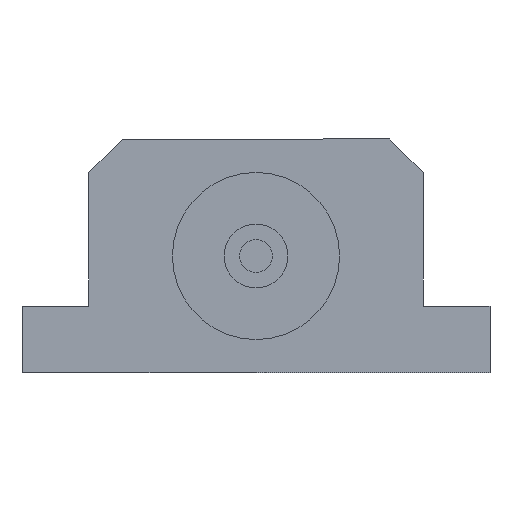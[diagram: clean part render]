
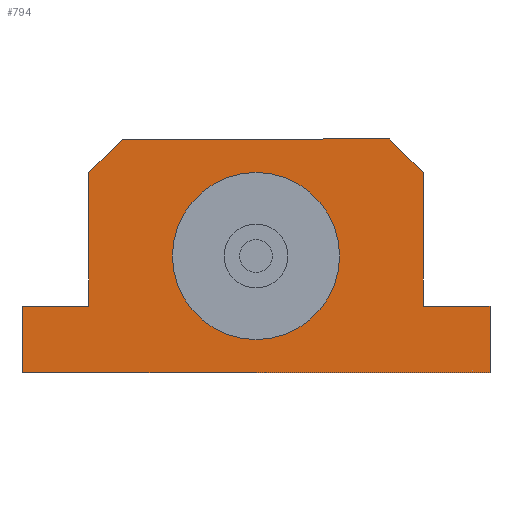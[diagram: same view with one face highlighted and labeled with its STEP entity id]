
A CAD part, front view. The second image highlights one B-rep face of the part: STEP entity #794.
In plain terms, the highlighted planar face has unit normal (0, -1, 0).
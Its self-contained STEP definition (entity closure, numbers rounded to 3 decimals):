
#17 = DIRECTION ( 'NONE',  ( 0., 0., 1. ) ) ;
#20 = ORIENTED_EDGE ( 'NONE', *, *, #582, .F. ) ;
#21 = FACE_OUTER_BOUND ( 'NONE', #855, .T. ) ;
#24 = CARTESIAN_POINT ( 'NONE',  ( 70., 0., 20. ) ) ;
#34 = VECTOR ( 'NONE', #430, 1000. ) ;
#46 = DIRECTION ( 'NONE',  ( 0., 1., 0. ) ) ;
#49 = DIRECTION ( 'NONE',  ( 0., -1., 0. ) ) ;
#59 = LINE ( 'NONE', #798, #270 ) ;
#68 = LINE ( 'NONE', #73, #203 ) ;
#73 = CARTESIAN_POINT ( 'NONE',  ( -40., 0., 70. ) ) ;
#90 = DIRECTION ( 'NONE',  ( 1., 0., 0. ) ) ;
#114 = VERTEX_POINT ( 'NONE', #313 ) ;
#151 = VERTEX_POINT ( 'NONE', #894 ) ;
#159 = CARTESIAN_POINT ( 'NONE',  ( -70., 0., 0. ) ) ;
#162 = ORIENTED_EDGE ( 'NONE', *, *, #308, .F. ) ;
#163 = CARTESIAN_POINT ( 'NONE',  ( 70., 0., 0. ) ) ;
#165 = EDGE_CURVE ( 'NONE', #616, #651, #68, .T. ) ;
#188 = VERTEX_POINT ( 'NONE', #513 ) ;
#195 = CARTESIAN_POINT ( 'NONE',  ( 0., 0., 60. ) ) ;
#203 = VECTOR ( 'NONE', #842, 1000. ) ;
#215 = ORIENTED_EDGE ( 'NONE', *, *, #165, .T. ) ;
#218 = VERTEX_POINT ( 'NONE', #163 ) ;
#238 = VECTOR ( 'NONE', #319, 1000. ) ;
#239 = LINE ( 'NONE', #585, #238 ) ;
#244 = EDGE_CURVE ( 'NONE', #298, #218, #580, .T. ) ;
#258 = DIRECTION ( 'NONE',  ( 0., 0., 1. ) ) ;
#264 = VERTEX_POINT ( 'NONE', #926 ) ;
#270 = VECTOR ( 'NONE', #633, 1000. ) ;
#274 = VERTEX_POINT ( 'NONE', #839 ) ;
#279 = DIRECTION ( 'NONE',  ( 1., 0., 0. ) ) ;
#284 = EDGE_CURVE ( 'NONE', #151, #551, #747, .T. ) ;
#294 = CARTESIAN_POINT ( 'NONE',  ( 0., 0., 35. ) ) ;
#298 = VERTEX_POINT ( 'NONE', #24 ) ;
#308 = EDGE_CURVE ( 'NONE', #274, #298, #682, .T. ) ;
#313 = CARTESIAN_POINT ( 'NONE',  ( -50., 0., 20. ) ) ;
#319 = DIRECTION ( 'NONE',  ( 1., 0., 0. ) ) ;
#329 = DIRECTION ( 'NONE',  ( -0.707, 0., 0.707 ) ) ;
#333 = DIRECTION ( 'NONE',  ( 0., -1., 0. ) ) ;
#339 = CARTESIAN_POINT ( 'NONE',  ( 50., 0., 60. ) ) ;
#350 = EDGE_CURVE ( 'NONE', #815, #188, #1074, .T. ) ;
#351 = CARTESIAN_POINT ( 'NONE',  ( 70., 0., 20. ) ) ;
#362 = AXIS2_PLACEMENT_3D ( 'NONE', #294, #49, #525 ) ;
#370 = EDGE_LOOP ( 'NONE', ( #527, #552 ) ) ;
#392 = ORIENTED_EDGE ( 'NONE', *, *, #661, .F. ) ;
#423 = LINE ( 'NONE', #159, #1021 ) ;
#430 = DIRECTION ( 'NONE',  ( 0., 0., 1. ) ) ;
#451 = VECTOR ( 'NONE', #329, 1000. ) ;
#478 = EDGE_CURVE ( 'NONE', #188, #815, #520, .T. ) ;
#501 = LINE ( 'NONE', #835, #935 ) ;
#505 = VECTOR ( 'NONE', #1070, 1000. ) ;
#513 = CARTESIAN_POINT ( 'NONE',  ( 0., 0., 10. ) ) ;
#520 = CIRCLE ( 'NONE', #762, 25. ) ;
#525 = DIRECTION ( 'NONE',  ( 0., 0., 1. ) ) ;
#527 = ORIENTED_EDGE ( 'NONE', *, *, #478, .F. ) ;
#539 = VECTOR ( 'NONE', #668, 1000. ) ;
#551 = VERTEX_POINT ( 'NONE', #587 ) ;
#552 = ORIENTED_EDGE ( 'NONE', *, *, #350, .F. ) ;
#564 = EDGE_CURVE ( 'NONE', #837, #114, #501, .T. ) ;
#572 = VECTOR ( 'NONE', #279, 1000. ) ;
#580 = LINE ( 'NONE', #598, #539 ) ;
#581 = LINE ( 'NONE', #735, #505 ) ;
#582 = EDGE_CURVE ( 'NONE', #616, #551, #239, .T. ) ;
#585 = CARTESIAN_POINT ( 'NONE',  ( -50., 0., 70. ) ) ;
#587 = CARTESIAN_POINT ( 'NONE',  ( 40., 0., 70. ) ) ;
#590 = AXIS2_PLACEMENT_3D ( 'NONE', #695, #46, #618 ) ;
#596 = FACE_BOUND ( 'NONE', #370, .T. ) ;
#598 = CARTESIAN_POINT ( 'NONE',  ( 70., 0., 0. ) ) ;
#599 = EDGE_CURVE ( 'NONE', #151, #274, #581, .T. ) ;
#611 = CARTESIAN_POINT ( 'NONE',  ( -50., 0., 20. ) ) ;
#612 = ORIENTED_EDGE ( 'NONE', *, *, #867, .F. ) ;
#616 = VERTEX_POINT ( 'NONE', #749 ) ;
#618 = DIRECTION ( 'NONE',  ( 0., 0., 1. ) ) ;
#633 = DIRECTION ( 'NONE',  ( -1., 0., 0. ) ) ;
#651 = VERTEX_POINT ( 'NONE', #838 ) ;
#661 = EDGE_CURVE ( 'NONE', #264, #837, #423, .T. ) ;
#668 = DIRECTION ( 'NONE',  ( 0., 0., -1. ) ) ;
#682 = LINE ( 'NONE', #351, #572 ) ;
#695 = CARTESIAN_POINT ( 'NONE',  ( 0., 0., 0. ) ) ;
#707 = ORIENTED_EDGE ( 'NONE', *, *, #284, .T. ) ;
#735 = CARTESIAN_POINT ( 'NONE',  ( 50., 0., 20. ) ) ;
#738 = ORIENTED_EDGE ( 'NONE', *, *, #599, .F. ) ;
#747 = LINE ( 'NONE', #339, #451 ) ;
#749 = CARTESIAN_POINT ( 'NONE',  ( -40., 0., 70. ) ) ;
#759 = CARTESIAN_POINT ( 'NONE',  ( 0., 0., 35. ) ) ;
#762 = AXIS2_PLACEMENT_3D ( 'NONE', #759, #333, #17 ) ;
#781 = EDGE_CURVE ( 'NONE', #114, #651, #785, .T. ) ;
#785 = LINE ( 'NONE', #611, #34 ) ;
#794 = ADVANCED_FACE ( 'NONE', ( #21, #596 ), #1014, .F. ) ;
#798 = CARTESIAN_POINT ( 'NONE',  ( 70., 0., 0. ) ) ;
#815 = VERTEX_POINT ( 'NONE', #195 ) ;
#835 = CARTESIAN_POINT ( 'NONE',  ( -70., 0., 20. ) ) ;
#837 = VERTEX_POINT ( 'NONE', #870 ) ;
#838 = CARTESIAN_POINT ( 'NONE',  ( -50., 0., 60. ) ) ;
#839 = CARTESIAN_POINT ( 'NONE',  ( 50., 0., 20. ) ) ;
#842 = DIRECTION ( 'NONE',  ( -0.707, 0., -0.707 ) ) ;
#855 = EDGE_LOOP ( 'NONE', ( #738, #707, #20, #215, #986, #914, #392, #612, #1033, #162 ) ) ;
#867 = EDGE_CURVE ( 'NONE', #218, #264, #59, .T. ) ;
#870 = CARTESIAN_POINT ( 'NONE',  ( -70., 0., 20. ) ) ;
#894 = CARTESIAN_POINT ( 'NONE',  ( 50., 0., 60. ) ) ;
#914 = ORIENTED_EDGE ( 'NONE', *, *, #564, .F. ) ;
#926 = CARTESIAN_POINT ( 'NONE',  ( -70., 0., 0. ) ) ;
#935 = VECTOR ( 'NONE', #90, 1000. ) ;
#986 = ORIENTED_EDGE ( 'NONE', *, *, #781, .F. ) ;
#1014 = PLANE ( 'NONE',  #590 ) ;
#1021 = VECTOR ( 'NONE', #258, 1000. ) ;
#1033 = ORIENTED_EDGE ( 'NONE', *, *, #244, .F. ) ;
#1070 = DIRECTION ( 'NONE',  ( 0., 0., -1. ) ) ;
#1074 = CIRCLE ( 'NONE', #362, 25. ) ;
